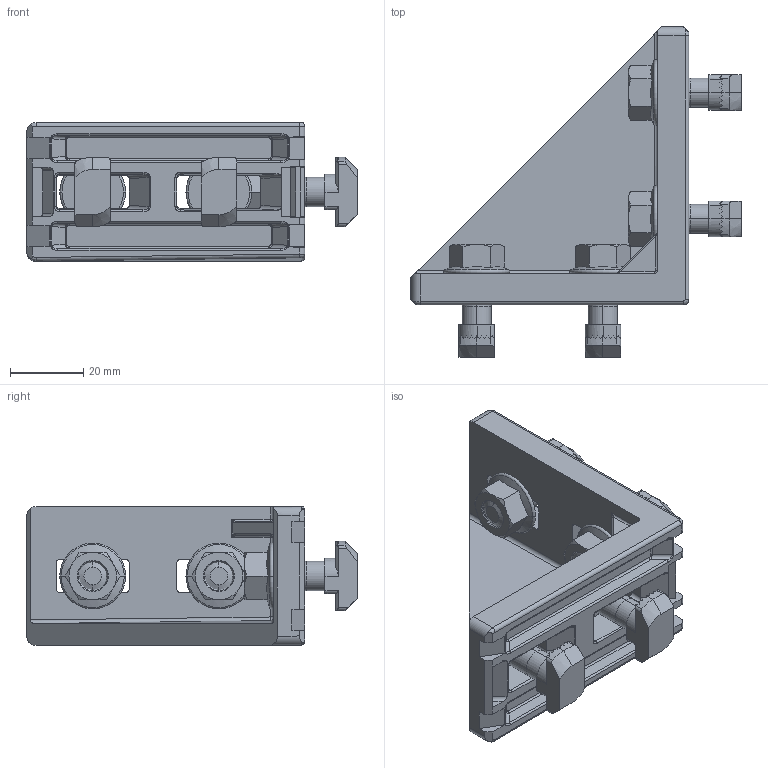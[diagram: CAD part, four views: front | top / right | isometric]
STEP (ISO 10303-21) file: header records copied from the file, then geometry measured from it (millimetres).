
FILE_DESCRIPTION((''),'2;1');
FILE_NAME('11084_KOTNIK_40_80_KPL_ASM','2022-09-16T13:33:30',('PredragRovcanin'),('Audax d.o.o.'),'CREO PARAMETRIC BY PTC INC, 2020281','CREO PARAMETRIC BY PTC INC, 2020281','');
FILE_SCHEMA(('AUTOMOTIVE_DESIGN { 1 0 10303 214 1 1 1 1 }'));
Length unit declared in the file: millimetre
Products named in the file (4): 11084_KOTNIK_40_80; VIJAK_KLAD_GL_M8X25; 11052_MATICA_PRIROBNICA_M8; 11084_KOTNIK_40_80_KPL_ASM
Assembly tree (9 placements, depth 2):
  11084_KOTNIK_40_80_KPL_ASM
    11084_KOTNIK_40_80
    VIJAK_KLAD_GL_M8X25  x4
    11052_MATICA_PRIROBNICA_M8  x4
Bounding box: 90.3 x 90.3 x 38 mm (x, y, z)
Volume: 57313.2 mm3; surface area: 30717.7 mm2
Topology: 9 solids, 17 shells, 620 faces, 1620 edges, 1050 vertices
Faces by surface type: plane 284, cylinder 184, bspline 85, cone 56, torus 10, sphere 1
Entity records: 20438 total; most frequent: CARTESIAN_POINT 8119, ORIENTED_EDGE 1896, DIRECTION 1437, PRESENTATION_STYLE_ASSIGNMENT 977, STYLED_ITEM 977, CURVE_STYLE 972, EDGE_CURVE 952, VERTEX_POINT 588
